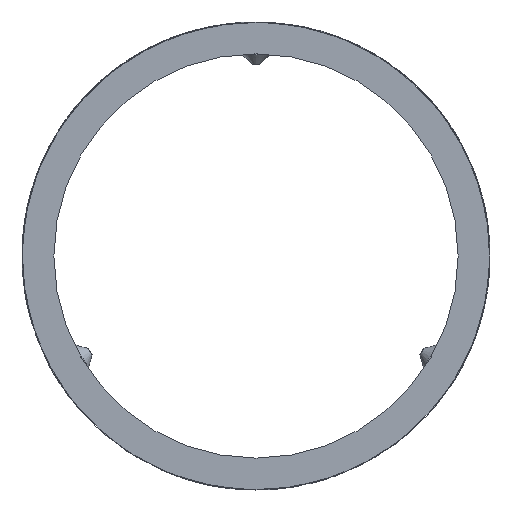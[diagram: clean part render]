
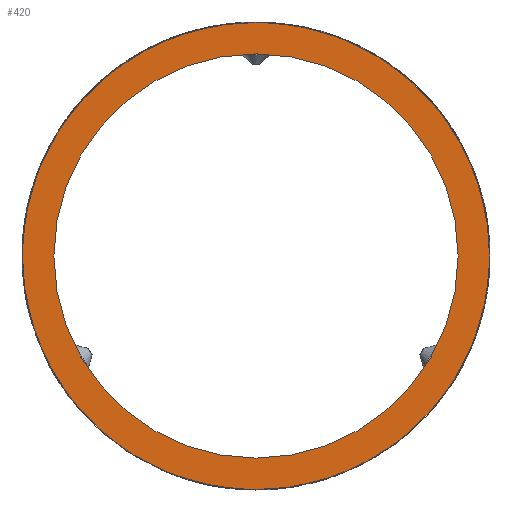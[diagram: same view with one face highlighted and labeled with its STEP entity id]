
A CAD part, left-side view. The second image highlights one B-rep face of the part: STEP entity #420.
In plain terms, the highlighted planar face has unit normal (-1, 0, 0).
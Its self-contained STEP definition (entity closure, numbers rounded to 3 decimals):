
#129=PLANE('',#3364);
#420=ADVANCED_FACE('',(#644,#645),#129,.T.);
#528=CIRCLE('',#3362,22.);
#529=CIRCLE('',#3363,19.);
#644=FACE_BOUND('',#858,.T.);
#645=FACE_BOUND('',#859,.T.);
#858=EDGE_LOOP('',(#1835));
#859=EDGE_LOOP('',(#1836));
#1835=ORIENTED_EDGE('',*,*,#2824,.T.);
#1836=ORIENTED_EDGE('',*,*,#2825,.F.);
#2333=VERTEX_POINT('',#6786);
#2334=VERTEX_POINT('',#6788);
#2824=EDGE_CURVE('',#2333,#2333,#528,.T.);
#2825=EDGE_CURVE('',#2334,#2334,#529,.T.);
#3362=AXIS2_PLACEMENT_3D('',#6785,#3660,#3661);
#3363=AXIS2_PLACEMENT_3D('',#6787,#3662,#3663);
#3364=AXIS2_PLACEMENT_3D('',#6789,#3664,#3665);
#3660=DIRECTION('',(-1.,0.,0.));
#3661=DIRECTION('',(0.,0.,1.));
#3662=DIRECTION('',(-1.,0.,0.));
#3663=DIRECTION('',(0.,0.,1.));
#3664=DIRECTION('',(-1.,0.,0.));
#3665=DIRECTION('',(0.,0.,1.));
#6785=CARTESIAN_POINT('',(0.,0.,0.));
#6786=CARTESIAN_POINT('',(0.,0.,22.));
#6787=CARTESIAN_POINT('',(0.,0.,0.));
#6788=CARTESIAN_POINT('',(0.,0.,19.));
#6789=CARTESIAN_POINT('',(0.,19.,0.));
